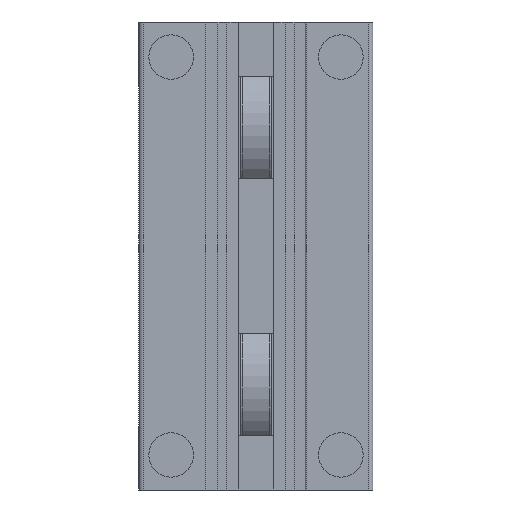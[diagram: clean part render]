
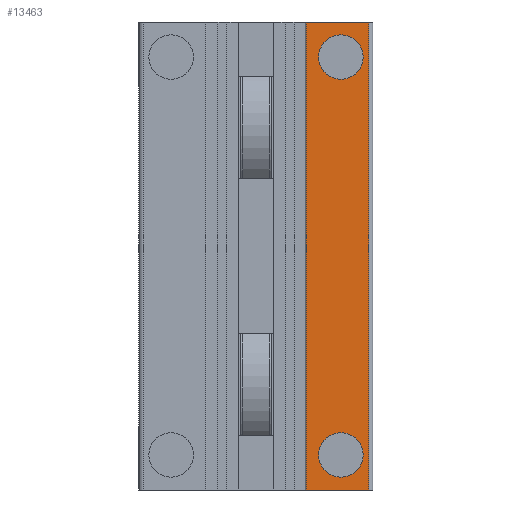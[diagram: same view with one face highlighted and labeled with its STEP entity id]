
A CAD part, front view. The second image highlights one B-rep face of the part: STEP entity #13463.
In plain terms, the highlighted planar face has unit normal (0, -1, 0).
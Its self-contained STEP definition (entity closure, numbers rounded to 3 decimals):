
#120=CARTESIAN_POINT('',(91.55,0.0,370.));
#121=VERTEX_POINT('',#120);
#122=CARTESIAN_POINT('',(72.55,0.0,370.));
#123=DIRECTION('',(0.0,1.0,0.0));
#124=DIRECTION('',(-1.0,0.0,0.0));
#125=AXIS2_PLACEMENT_3D('',#122,#123,#124);
#126=CIRCLE('',#125,19.0);
#127=EDGE_CURVE('',#121,#121,#126,.T.);
#180=CARTESIAN_POINT('',(91.55,0.0,30.));
#181=VERTEX_POINT('',#180);
#182=CARTESIAN_POINT('',(72.55,0.0,30.));
#183=DIRECTION('',(0.0,1.0,0.0));
#184=DIRECTION('',(-1.0,0.0,0.0));
#185=AXIS2_PLACEMENT_3D('',#182,#183,#184);
#186=CIRCLE('',#185,19.0);
#187=EDGE_CURVE('',#181,#181,#186,.T.);
#12191=CARTESIAN_POINT('',(43.,0.0,400.0));
#12192=VERTEX_POINT('',#12191);
#12200=CARTESIAN_POINT('',(96.5,0.0,400.0));
#12201=VERTEX_POINT('',#12200);
#12202=CARTESIAN_POINT('',(96.5,0.0,400.0));
#12203=DIRECTION('',(-1.0,0.0,0.0));
#12204=VECTOR('',#12203,53.5);
#12205=LINE('',#12202,#12204);
#12206=EDGE_CURVE('',#12201,#12192,#12205,.T.);
#12768=CARTESIAN_POINT('',(96.5,0.0,0.0));
#12769=VERTEX_POINT('',#12768);
#12777=CARTESIAN_POINT('',(43.,0.0,0.0));
#12778=VERTEX_POINT('',#12777);
#12779=CARTESIAN_POINT('',(43.,0.0,0.0));
#12780=DIRECTION('',(1.0,0.0,0.0));
#12781=VECTOR('',#12780,53.5);
#12782=LINE('',#12779,#12781);
#12783=EDGE_CURVE('',#12778,#12769,#12782,.T.);
#13430=CARTESIAN_POINT('',(96.5,0.0,400.0));
#13431=DIRECTION('',(0.0,0.0,-1.0));
#13432=VECTOR('',#13431,400.0);
#13433=LINE('',#13430,#13432);
#13434=EDGE_CURVE('',#12201,#12769,#13433,.T.);
#13441=CARTESIAN_POINT('',(100.,0.0,0.0));
#13442=DIRECTION('',(0.0,-1.0,0.0));
#13443=DIRECTION('',(0.0,0.0,-1.0));
#13444=AXIS2_PLACEMENT_3D('',#13441,#13442,#13443);
#13445=PLANE('',#13444);
#13446=ORIENTED_EDGE('',*,*,#13434,.F.);
#13447=ORIENTED_EDGE('',*,*,#12206,.T.);
#13448=CARTESIAN_POINT('',(43.,0.0,0.0));
#13449=DIRECTION('',(0.0,0.0,1.0));
#13450=VECTOR('',#13449,400.0);
#13451=LINE('',#13448,#13450);
#13452=EDGE_CURVE('',#12778,#12192,#13451,.T.);
#13453=ORIENTED_EDGE('',*,*,#13452,.F.);
#13454=ORIENTED_EDGE('',*,*,#12783,.T.);
#13455=EDGE_LOOP('',(#13446,#13447,#13453,#13454));
#13456=FACE_OUTER_BOUND('',#13455,.T.);
#13457=ORIENTED_EDGE('',*,*,#127,.T.);
#13458=EDGE_LOOP('',(#13457));
#13459=FACE_BOUND('',#13458,.T.);
#13460=ORIENTED_EDGE('',*,*,#187,.T.);
#13461=EDGE_LOOP('',(#13460));
#13462=FACE_BOUND('',#13461,.T.);
#13463=ADVANCED_FACE('',(#13456,#13459,#13462),#13445,.T.);
